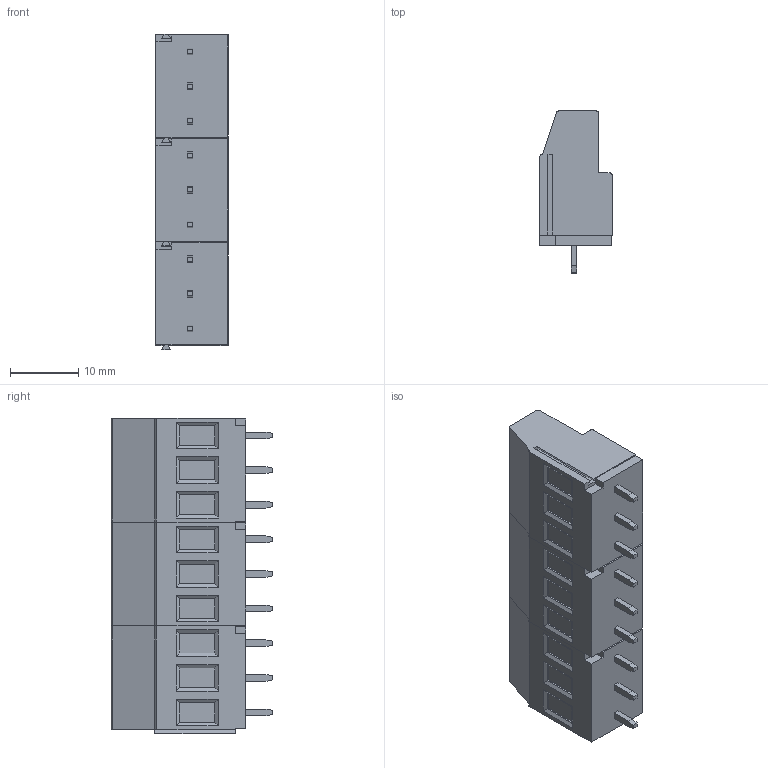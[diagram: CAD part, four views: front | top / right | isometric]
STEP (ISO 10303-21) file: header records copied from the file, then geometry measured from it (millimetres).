
FILE_DESCRIPTION (( 'STEP AP214' ), '1' );
FILE_NAME ('CUI_DEVICES_TB009-508-P09GR.step', '2019-10-21T23:38:08', ( '' ), ( '' ), 'SwSTEP 2.0', 'SolidWorks 2019', '' );
FILE_SCHEMA (( 'AUTOMOTIVE_DESIGN' ));
Length unit declared in the file: millimetre
Products named in the file (2): CUI_DEVICES_TB009-508-P09GR; TB009-508-03P_Green - P
Assembly tree (3 placements, depth 2):
  CUI_DEVICES_TB009-508-P09GR
    TB009-508-03P_Green - P  x3
Bounding box: 10.6 x 23.7 x 46.32 mm (x, y, z)
Volume: 7956.5 mm3; surface area: 4811.5 mm2
Topology: 12 solids, 12 shells, 543 faces, 1335 edges, 861 vertices
Faces by surface type: plane 381, cylinder 60, torus 45, cone 36, bspline 21
Entity records: 7607 total; most frequent: CARTESIAN_POINT 2459, ORIENTED_EDGE 890, DIRECTION 864, EDGE_CURVE 445, VECTOR 312, LINE 312, VERTEX_POINT 287, AXIS2_PLACEMENT_3D 276
